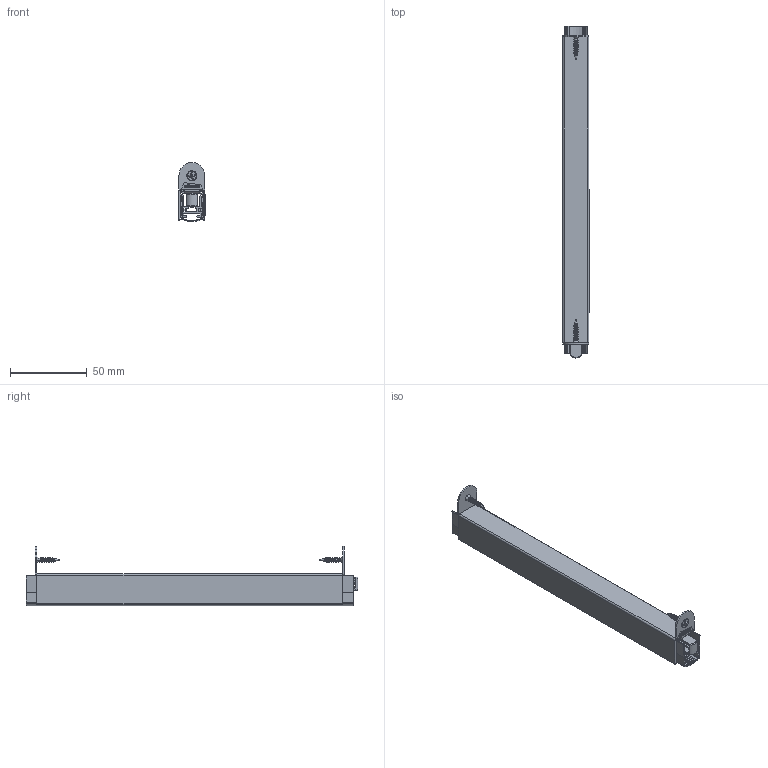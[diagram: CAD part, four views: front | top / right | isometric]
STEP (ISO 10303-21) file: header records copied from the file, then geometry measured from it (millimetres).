
FILE_DESCRIPTION(/* description */ ('Unknown'),/* implementation_level */ '2;1');
FILE_NAME(/* name */ '1-940_Stadi-L2020WS',/* time_stamp */ '2021-06-07T18:01:13+02:00',/* author */ ('Unknown'),/* organization */ ('Unknown'),/* preprocessor_version */ 'ST-DEVELOPER v16.7',/* originating_system */ 'Solid Edge',/* authorisation */ 'Unknown');
FILE_SCHEMA (('AUTOMOTIVE_DESIGN {1 0 10303 214 3 1 1}'));
Length unit declared in the file: millimetre
Products named in the file (12): 28542_Bodendichtung; 16128_Aussenprofil_20_17; 16136_Innenprofil_20_17; 13428_oa_0; 13969; 31230_Befestigungswinkel; 21890_Befestigungsschraube; 28544_Etikett_3D__Stadi_L-17_20_WS; 26541_Etikett_Athmer_klein_kurz; 31110_Athmer_Logo__ab_2021_; 28545_Text__Stadi_L-17_20_WS; 28547_Dichtprofil
Assembly tree (13 placements, depth 3):
  28542_Bodendichtung
    16128_Aussenprofil_20_17
    16136_Innenprofil_20_17
    13428_oa_0
      13969
    31230_Befestigungswinkel  x2
    21890_Befestigungsschraube  x2
    28544_Etikett_3D__Stadi_L-17_20_WS
      26541_Etikett_Athmer_klein_kurz
      31110_Athmer_Logo__ab_2021_
      28545_Text__Stadi_L-17_20_WS
    28547_Dichtprofil
Bounding box: 17.2 x 216.99 x 38.58 mm (x, y, z)
Volume: 32773.5 mm3; surface area: 73755.1 mm2
Topology: 27 solids, 27 shells, 890 faces, 2388 edges, 1580 vertices
Faces by surface type: plane 561, cylinder 181, bspline 120, torus 15, cone 13
Full cylindrical faces by diameter (mm): 0.35 x2, 1.003 x2, 4.134 x1, 6.132 x2
Entity records: 25638 total; most frequent: CARTESIAN_POINT 8505, ORIENTED_EDGE 3692, DIRECTION 3049, EDGE_CURVE 1846, VERTEX_POINT 1232, LINE 1191, VECTOR 1191, AXIS2_PLACEMENT_3D 929
